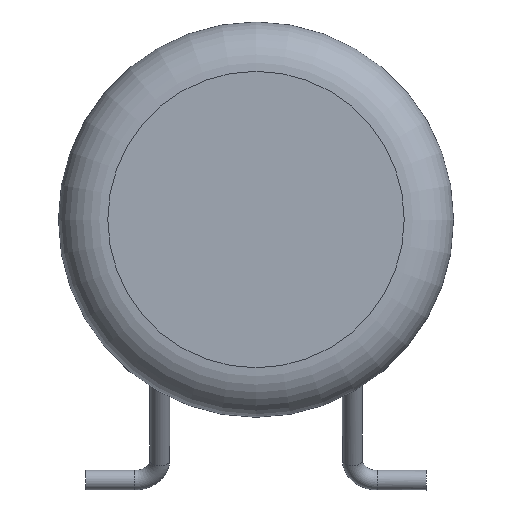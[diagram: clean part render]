
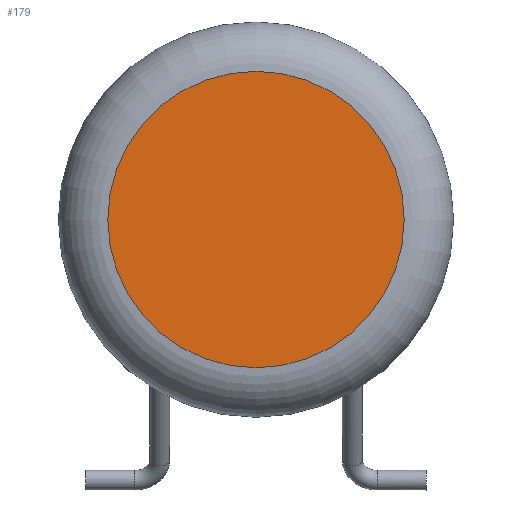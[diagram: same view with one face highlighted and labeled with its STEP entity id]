
A CAD part, top view. The second image highlights one B-rep face of the part: STEP entity #179.
In plain terms, the highlighted planar face has unit normal (0, 0, 1).
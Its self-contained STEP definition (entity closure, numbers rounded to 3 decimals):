
#20=PLANE('',#216);
#44=FACE_OUTER_BOUND('',#59,.T.);
#59=EDGE_LOOP('',(#138));
#74=CIRCLE('',#214,6.);
#91=VERTEX_POINT('',#325);
#107=EDGE_CURVE('',#91,#91,#74,.T.);
#138=ORIENTED_EDGE('',*,*,#107,.F.);
#179=ADVANCED_FACE('',(#44),#20,.T.);
#214=AXIS2_PLACEMENT_3D('',#326,#258,#259);
#216=AXIS2_PLACEMENT_3D('',#328,#262,#263);
#258=DIRECTION('center_axis',(0.,0.,-1.));
#259=DIRECTION('ref_axis',(1.,0.,0.));
#262=DIRECTION('center_axis',(0.,0.,1.));
#263=DIRECTION('ref_axis',(1.,0.,0.));
#325=CARTESIAN_POINT('',(-6.,8.,6.));
#326=CARTESIAN_POINT('Origin',(0.,8.,6.));
#328=CARTESIAN_POINT('Origin',(0.,8.,6.));
